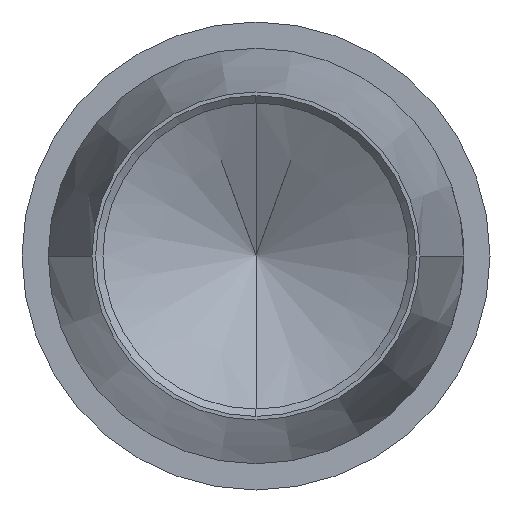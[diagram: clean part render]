
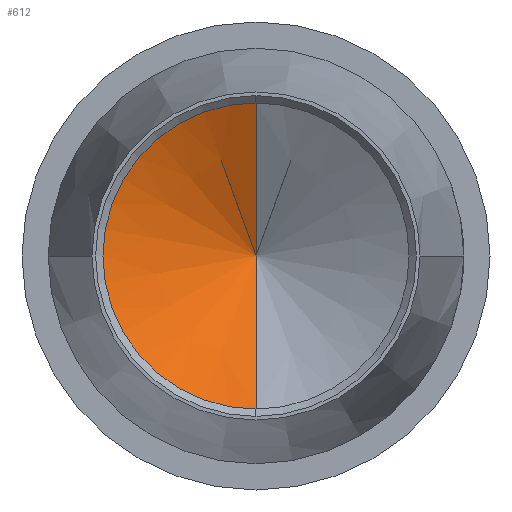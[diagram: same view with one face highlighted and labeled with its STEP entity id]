
A CAD part, left-side view. The second image highlights one B-rep face of the part: STEP entity #612.
In plain terms, the highlighted conical face has half-angle 62.4 degrees and reference radius 1.05 mm.
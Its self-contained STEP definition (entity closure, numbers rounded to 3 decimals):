
#242=CARTESIAN_POINT('',(-3.85,0.,0.));
#243=DIRECTION('',(-1.,0.,0.));
#244=DIRECTION('',(0.,0.,1.));
#245=AXIS2_PLACEMENT_3D('',#242,#243,#244);
#247=DIRECTION('',(-0.463,0.,0.886));
#248=VECTOR('',#247,2.37);
#249=CARTESIAN_POINT('',(-2.752,0.,0.));
#250=LINE('',#249,#248);
#251=DIRECTION('',(-0.463,0.,-0.886));
#252=VECTOR('',#251,2.37);
#253=CARTESIAN_POINT('',(-2.752,0.,0.));
#254=LINE('',#253,#252);
#287=CARTESIAN_POINT('',(-2.752,0.,0.));
#288=CARTESIAN_POINT('',(-3.85,0.,2.1));
#289=VERTEX_POINT('',#287);
#290=VERTEX_POINT('',#288);
#291=CARTESIAN_POINT('',(-3.85,0.,-2.1));
#292=VERTEX_POINT('',#291);
#600=CARTESIAN_POINT('',(-3.301,0.,0.));
#601=DIRECTION('',(-1.,0.,0.));
#602=DIRECTION('',(0.,0.,1.));
#603=AXIS2_PLACEMENT_3D('',#600,#601,#602);
#604=CONICAL_SURFACE('',#603,1.05,62.4);
#606=ORIENTED_EDGE('',*,*,#605,.F.);
#608=ORIENTED_EDGE('',*,*,#607,.T.);
#609=ORIENTED_EDGE('',*,*,#594,.F.);
#610=EDGE_LOOP('',(#606,#608,#609));
#611=FACE_OUTER_BOUND('',#610,.F.);
#612=ADVANCED_FACE('',(#611),#604,.F.);
#246=CIRCLE('',#245,2.1);
#594=EDGE_CURVE('',#290,#292,#246,.T.);
#605=EDGE_CURVE('',#289,#290,#250,.T.);
#607=EDGE_CURVE('',#289,#292,#254,.T.);
